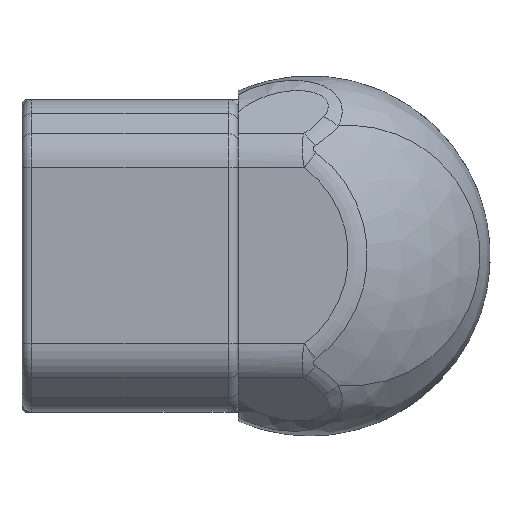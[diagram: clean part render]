
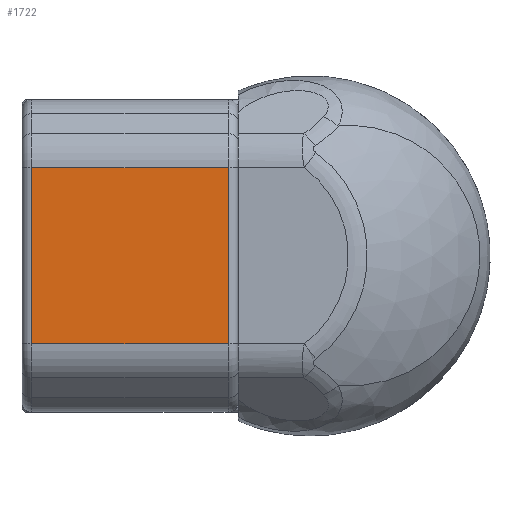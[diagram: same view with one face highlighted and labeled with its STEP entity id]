
A CAD part, top view. The second image highlights one B-rep face of the part: STEP entity #1722.
In plain terms, the highlighted face is planar.
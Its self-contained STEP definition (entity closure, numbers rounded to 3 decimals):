
#264 = VECTOR ( 'NONE', #3058, 1000. ) ;
#270 = VECTOR ( 'NONE', #543, 1000. ) ;
#543 = DIRECTION ( 'NONE',  ( 1., 0., 0. ) ) ;
#639 = ORIENTED_EDGE ( 'NONE', *, *, #6383, .T. ) ;
#664 = DIRECTION ( 'NONE',  ( 0., 0., -1. ) ) ;
#1722 = ADVANCED_FACE ( 'NONE', ( #7649 ), #5153, .T. ) ;
#1754 = CARTESIAN_POINT ( 'NONE',  ( -58., 18.358, -55. ) ) ;
#1975 = VERTEX_POINT ( 'NONE', #1754 ) ;
#2101 = LINE ( 'NONE', #7623, #6013 ) ;
#2127 = LINE ( 'NONE', #3672, #8570 ) ;
#2525 = EDGE_CURVE ( 'NONE', #8460, #1975, #7504, .T. ) ;
#3058 = DIRECTION ( 'NONE',  ( 0., 1., 0. ) ) ;
#3258 = CARTESIAN_POINT ( 'NONE',  ( -15., 0., -55. ) ) ;
#3355 = LINE ( 'NONE', #11245, #270 ) ;
#3567 = ORIENTED_EDGE ( 'NONE', *, *, #8439, .F. ) ;
#3672 = CARTESIAN_POINT ( 'NONE',  ( -17., 0., -55. ) ) ;
#3755 = CARTESIAN_POINT ( 'NONE',  ( -17., -18.358, -55. ) ) ;
#4063 = EDGE_LOOP ( 'NONE', ( #10091, #639, #3567, #8002 ) ) ;
#5153 = PLANE ( 'NONE',  #11188 ) ;
#6013 = VECTOR ( 'NONE', #7566, 1000. ) ;
#6383 = EDGE_CURVE ( 'NONE', #9500, #11273, #2127, .T. ) ;
#7176 = EDGE_CURVE ( 'NONE', #1975, #9500, #2101, .T. ) ;
#7244 = DIRECTION ( 'NONE',  ( 0., -1., 0. ) ) ;
#7504 = LINE ( 'NONE', #11039, #264 ) ;
#7566 = DIRECTION ( 'NONE',  ( 1., 0., 0. ) ) ;
#7623 = CARTESIAN_POINT ( 'NONE',  ( -60., 18.358, -55. ) ) ;
#7649 = FACE_OUTER_BOUND ( 'NONE', #4063, .T. ) ;
#8002 = ORIENTED_EDGE ( 'NONE', *, *, #2525, .T. ) ;
#8439 = EDGE_CURVE ( 'NONE', #8460, #11273, #3355, .T. ) ;
#8460 = VERTEX_POINT ( 'NONE', #10236 ) ;
#8570 = VECTOR ( 'NONE', #7244, 1000. ) ;
#9500 = VERTEX_POINT ( 'NONE', #10244 ) ;
#9539 = DIRECTION ( 'NONE',  ( 0., -1., 0. ) ) ;
#10091 = ORIENTED_EDGE ( 'NONE', *, *, #7176, .T. ) ;
#10236 = CARTESIAN_POINT ( 'NONE',  ( -58., -18.358, -55. ) ) ;
#10244 = CARTESIAN_POINT ( 'NONE',  ( -17., 18.358, -55. ) ) ;
#11039 = CARTESIAN_POINT ( 'NONE',  ( -58., 18.358, -55. ) ) ;
#11188 = AXIS2_PLACEMENT_3D ( 'NONE', #3258, #664, #9539 ) ;
#11245 = CARTESIAN_POINT ( 'NONE',  ( -60., -18.358, -55. ) ) ;
#11273 = VERTEX_POINT ( 'NONE', #3755 ) ;
